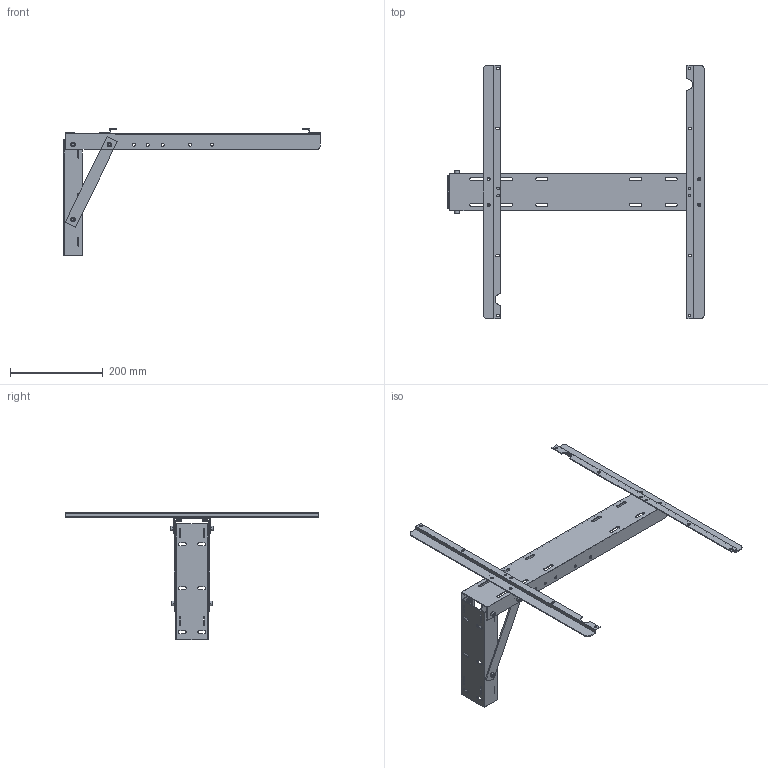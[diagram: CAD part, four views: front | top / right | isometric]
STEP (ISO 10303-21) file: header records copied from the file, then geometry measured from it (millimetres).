
FILE_DESCRIPTION(/* description */ ('STEP AP242','CAx-IF Rec.Pracs.---Representation and Presentation of Product Manufacturing Information (PMI)---4.0---2014-10-13','CAx-IF Rec.Pracs.---3D Tessellated Geometry---0.4---2014-09-14','2;1'),/* implementation_level */ '2;1');
FILE_NAME(/* name */ '652edaecd88e80419d5ec790',/* time_stamp */ '2023-10-17T19:05:17Z',/* author */ (''),/* organization */ (''),/* preprocessor_version */ 'ST-DEVELOPER v19.4',/* originating_system */ ' ',/* authorisation */ ' ');
FILE_SCHEMA (('AP242_MANAGED_MODEL_BASED_3D_ENGINEERING_MIM_LF { 1 0 10303 442 1 1 4 }'));
Length unit declared in the file: metre
Products named in the file (8): K108 Included Assembly; 93625A250_18-8 Stainless Steel Nylon-Insert Locknut; 96144A116_Fine-Thread Alloy Steel Socket Head Screw; Long Crossbar; Spacer; Strut; Mounting; Body
Assembly tree (24 placements, depth 2):
  K108 Included Assembly
    93625A250_18-8 Stainless Steel Nylon-Insert Locknut  x10
    96144A116_Fine-Thread Alloy Steel Socket Head Screw  x6
    Long Crossbar  x2
    Spacer  x2
    Strut  x2
    Mounting
    Body
Bounding box: 555.05 x 549 x 274.85 mm (x, y, z)
Volume: 364427.6 mm3; surface area: 372361.1 mm2
Topology: 24 solids, 24 shells, 2136 faces, 6462 edges, 4016 vertices
Faces by surface type: bspline 1112, cylinder 366, plane 308, cone 210, torus 140
Full cylindrical faces by diameter (mm): 5.5 x8, 6 x160, 6.4 x2, 6.5 x28, 10 x6, 14 x2
Entity records: 20732 total; most frequent: CARTESIAN_POINT 11185, ORIENTED_EDGE 2200, DIRECTION 1566, EDGE_CURVE 1100, VERTEX_POINT 784, AXIS2_PLACEMENT_3D 613, EDGE_LOOP 526, FACE_BOUND 526
